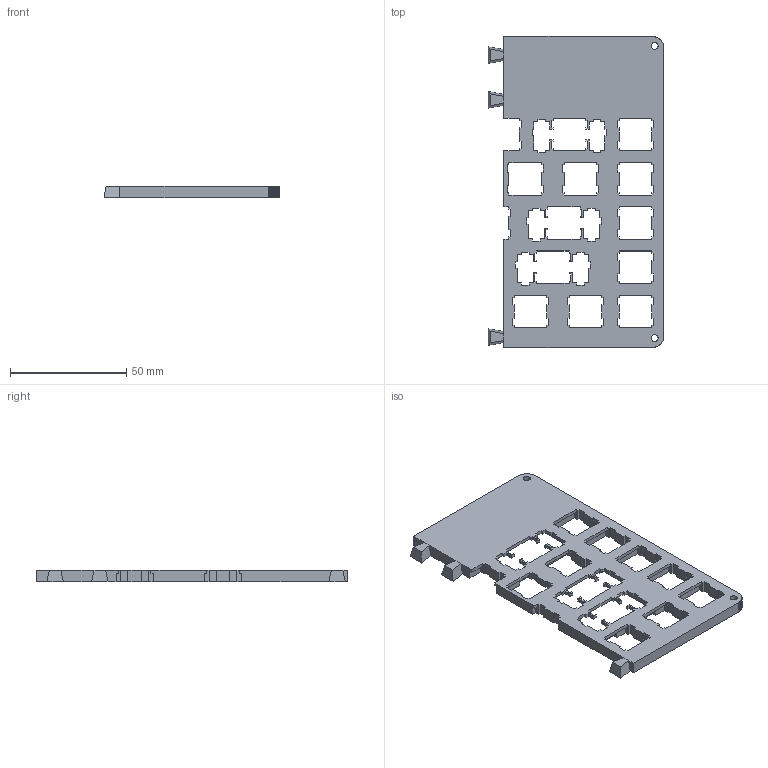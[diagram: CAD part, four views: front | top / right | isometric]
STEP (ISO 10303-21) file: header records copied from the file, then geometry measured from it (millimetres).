
FILE_DESCRIPTION(/* description */ ('','CAx-IF Rec.Pracs.---Representation and Presentation of Product Manufacturing Information (PMI)---4.0---2014-10-13'),/* implementation_level */ '2;1');
FILE_NAME(/* name */ 'keyboard-2-plate RHS v2.step',/* time_stamp */ '2025-01-18T22:37:36Z',/* author */ (''),/* organization */ (''),/* preprocessor_version */ 'ST-DEVELOPER v20',/* originating_system */ 'Autodesk Translation Framework v13.20.0.188',/* authorisation */ '');
FILE_SCHEMA (('AP242_MANAGED_MODEL_BASED_3D_ENGINEERING_MIM_LF { 1 0 10303 442 1 1 4 }'));
Length unit declared in the file: millimetre
Products named in the file (3): keyboard-2-plate; Plate; Top Layer (Right)
Assembly tree (2 placements, depth 3):
  keyboard-2-plate
    Plate
      Top Layer (Right)
Bounding box: 75.82 x 134 x 5 mm (x, y, z)
Volume: 25643.4 mm3; surface area: 18893.6 mm2
Topology: 1 solids, 1 shells, 535 faces, 1594 edges, 1058 vertices
Faces by surface type: plane 533, cylinder 2
Full cylindrical faces by diameter (mm): 3 x2
Entity records: 17696 total; most frequent: CARTESIAN_POINT 3192, ORIENTED_EDGE 3188, DIRECTION 2678, EDGE_CURVE 1594, LINE 1590, VECTOR 1590, VERTEX_POINT 1058, EDGE_LOOP 560
